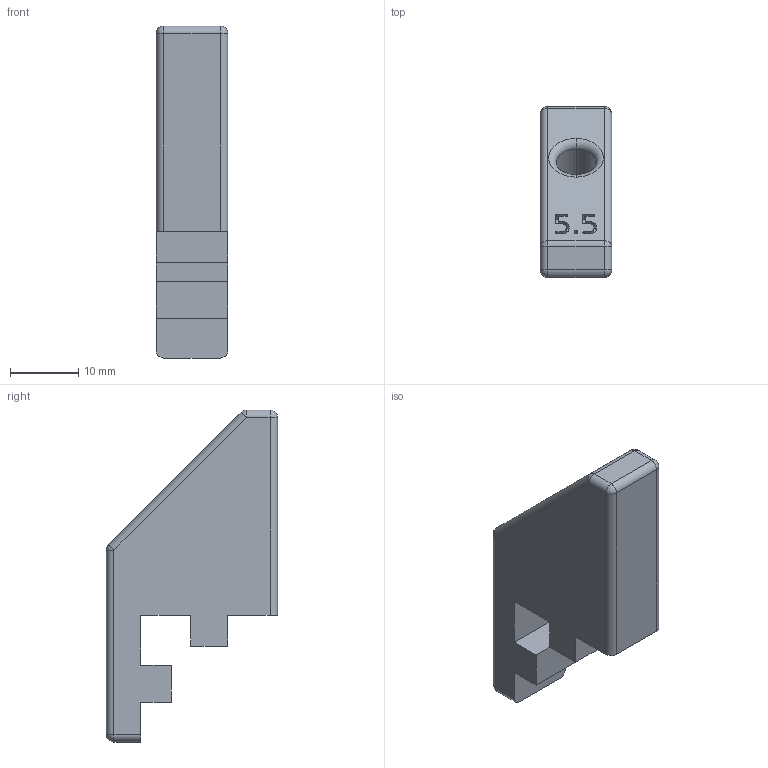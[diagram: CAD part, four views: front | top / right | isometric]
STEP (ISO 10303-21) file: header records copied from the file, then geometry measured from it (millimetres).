
FILE_DESCRIPTION (( 'STEP AP203' ), '1' );
FILE_NAME ('ô5.5.STEP', '2025-11-08T12:34:07', ( '' ), ( '' ), 'SwSTEP 2.0', 'SolidWorks 2025', '' );
FILE_SCHEMA (( 'CONFIG_CONTROL_DESIGN' ));
Length unit declared in the file: millimetre
Products named in the file (1): ф5.5
Bounding box: 10.5 x 25 x 48.5 mm (x, y, z)
Volume: 6925.5 mm3; surface area: 3095.2 mm2
Topology: 1 solids, 1 shells, 93 faces, 243 edges, 148 vertices
Faces by surface type: plane 43, bspline 24, cylinder 16, sphere 8, torus 2
Entity records: 3822 total; most frequent: CARTESIAN_POINT 1653, ORIENTED_EDGE 470, DIRECTION 363, EDGE_CURVE 235, VECTOR 151, LINE 151, VERTEX_POINT 148, AXIS2_PLACEMENT_3D 106
